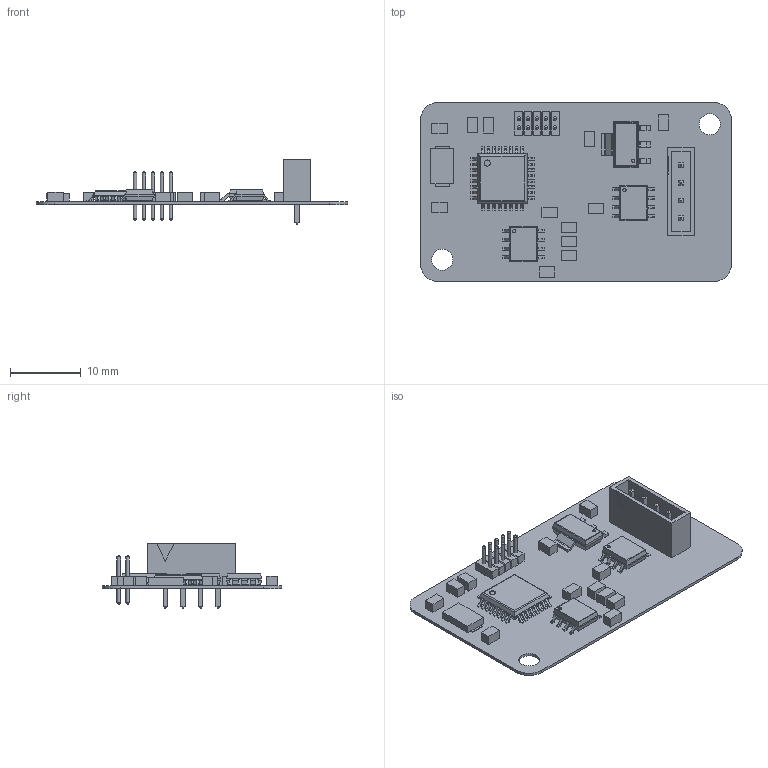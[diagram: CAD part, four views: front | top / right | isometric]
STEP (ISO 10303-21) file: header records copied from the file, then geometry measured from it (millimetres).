
FILE_DESCRIPTION(('Open CASCADE Model'),'2;1');
FILE_NAME('Open CASCADE Shape Model','2020-11-03T17:28:35',('Author'),( 'Open CASCADE'),'Open CASCADE STEP processor 6.8','Open CASCADE 6.8' ,'Unknown');
FILE_SCHEMA(('AUTOMOTIVE_DESIGN { 1 0 10303 214 1 1 1 1 }'));
Length unit declared in the file: millimetre
Products named in the file (49): PCB; Board; Open CASCADE STEP translator 6.8 1.1.1; R2; 5955979040; Extruded; R1; IC4; 5850434192; Body; PinsArrayLR; C10; C9; C8; Y1; 5850433792; Pins; J2; 5850447232; LeadsArray; J1; 5850442832; IC3; 5850434672; IC2; 5850434832; PinsArrayTB; IC1; 5850432592; PinsArrayL; FilletPinR; C7; C6; C5; C4; 5955977520; C3; C2; C1
Assembly tree (58 placements, depth 4):
  PCB
    Board
      Open CASCADE STEP translator 6.8 1.1.1
    R2
      5955979040
        Extruded
    R1
      5955979040
        Extruded
    IC4
      5850434192
        Body
        PinsArrayLR
    C10
      5955979040
        Extruded
    C9
      5955979040
        Extruded
    C8
      5955979040
        Extruded
    Y1
      5850433792
        Body
        Pins
    J2
      5850447232
        Body
        LeadsArray
    J1
      5850442832
        Body
        LeadsArray
    IC3
      5850434672
        Body
        PinsArrayLR
    IC2
      5850434832
        Body
        PinsArrayLR
        PinsArrayTB
    IC1
      5850432592
        Body
        PinsArrayL
        FilletPinR
    C7
      5955979040
        Extruded
    C6
      5955979040
        Extruded
    C5
      5955979040
        Extruded
    C4
      5955977520
        Extruded
Bounding box: 44.14 x 25.42 x 9.2 mm (x, y, z)
Volume: 917.2 mm3; surface area: 3643.6 mm2
Topology: 88 solids, 88 shells, 1062 faces, 2479 edges, 1598 vertices
Faces by surface type: plane 820, cylinder 222, cone 20
Full cylindrical faces by diameter (mm): 0.438 x1, 0.487 x2, 0.5 x10, 0.7 x10, 0.875 x1, 1.1 x4, 3 x2
Entity records: 29912 total; most frequent: CARTESIAN_POINT 4938, DIRECTION 4913, ORIENTED_EDGE 4718, EDGE_CURVE 2359, LINE 1927, VECTOR 1927, VERTEX_POINT 1518, AXIS2_PLACEMENT_3D 1493
